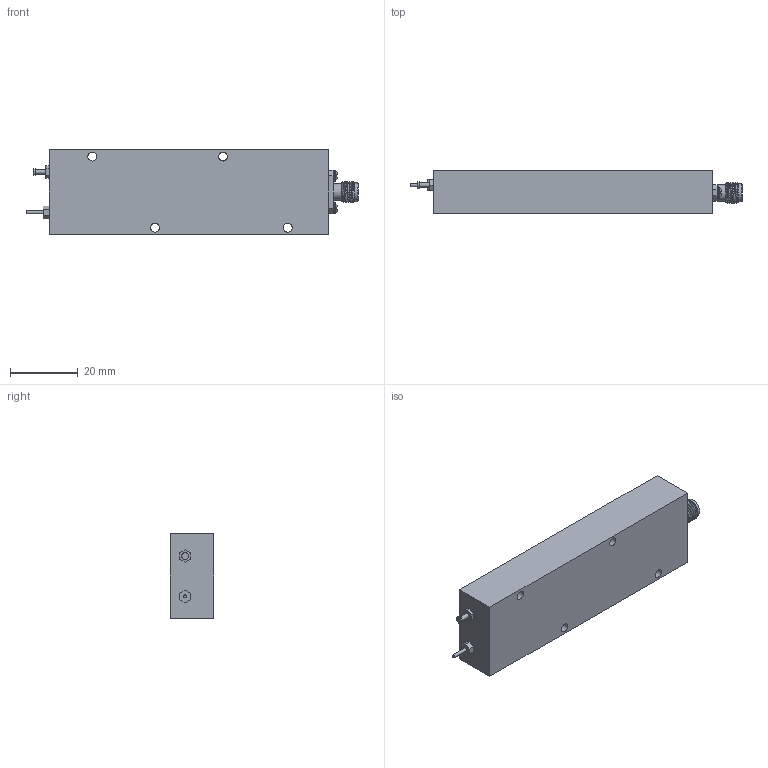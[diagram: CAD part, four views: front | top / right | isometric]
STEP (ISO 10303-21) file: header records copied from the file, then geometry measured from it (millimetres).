
FILE_DESCRIPTION (( 'STEP AP203' ), '1' );
FILE_NAME ('PE85N1011_3D.step', '2022-05-02T15:24:02', ( '' ), ( '' ), 'SwSTEP 2.0', 'SolidWorks 2021', '' );
FILE_SCHEMA (( 'CONFIG_CONTROL_DESIGN' ));
Length unit declared in the file: inch
Products named in the file (1): PE85N1011_3D
Bounding box: 97.99 x 12.7 x 25 mm (x, y, z)
Volume: 26159.5 mm3; surface area: 7637.5 mm2
Topology: 1 solids, 4 shells, 1208 faces, 3233 edges, 2153 vertices
Faces by surface type: plane 811, bspline 296, cylinder 88, cone 13
Full cylindrical faces by diameter (mm): 0.553 x1, 0.567 x1, 0.889 x1, 1.016 x2, 1.27 x2, 1.854 x2, 2.032 x1, 2.642 x4, 3.454 x2, 4.521 x1, 4.826 x1, 5.334 x1
Entity records: 51924 total; most frequent: CARTESIAN_POINT 23698, ORIENTED_EDGE 6400, DIRECTION 4590, EDGE_CURVE 3200, VECTOR 2360, LINE 2360, VERTEX_POINT 2145, EDGE_LOOP 1361
